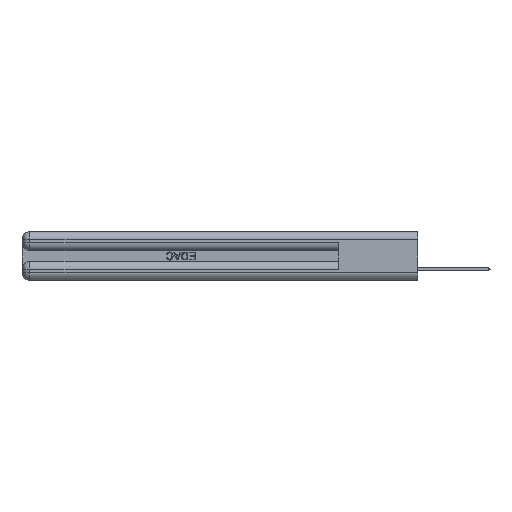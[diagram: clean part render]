
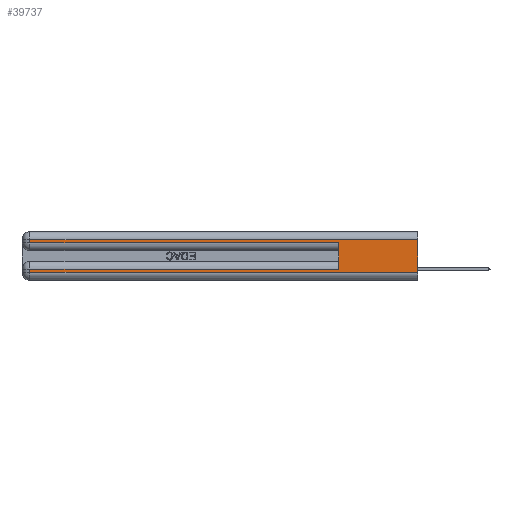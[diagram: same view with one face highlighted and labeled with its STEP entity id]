
A CAD part, left-side view. The second image highlights one B-rep face of the part: STEP entity #39737.
In plain terms, the highlighted planar face has unit normal (-1, 0, 0).
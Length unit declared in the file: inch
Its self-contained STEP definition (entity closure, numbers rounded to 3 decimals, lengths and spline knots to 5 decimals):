
#964 = LINE ( 'NONE', #27195, #25608 ) ;
#1387 = CARTESIAN_POINT ( 'NONE',  ( 0., 0., 0.31 ) ) ;
#2092 = DIRECTION ( 'NONE',  ( 0., 0., -1. ) ) ;
#3806 = ORIENTED_EDGE ( 'NONE', *, *, #26835, .T. ) ;
#6871 = EDGE_CURVE ( 'NONE', #34898, #22126, #10024, .T. ) ;
#8757 = LINE ( 'NONE', #25491, #11440 ) ;
#10024 = LINE ( 'NONE', #27763, #42942 ) ;
#10749 = CARTESIAN_POINT ( 'NONE',  ( 0., 2.94, 0.285 ) ) ;
#11440 = VECTOR ( 'NONE', #11750, 39.37008 ) ;
#11481 = DIRECTION ( 'NONE',  ( 0., 0., -1. ) ) ;
#11750 = DIRECTION ( 'NONE',  ( 0., -1., 0. ) ) ;
#13141 = VERTEX_POINT ( 'NONE', #13366 ) ;
#13366 = CARTESIAN_POINT ( 'NONE',  ( 0., 0., 0.06 ) ) ;
#14293 = VERTEX_POINT ( 'NONE', #10749 ) ;
#14852 = VECTOR ( 'NONE', #44507, 39.37008 ) ;
#15264 = PLANE ( 'NONE',  #29684 ) ;
#15939 = DIRECTION ( 'NONE',  ( 0., 1., 0. ) ) ;
#17041 = CARTESIAN_POINT ( 'NONE',  ( 0., 0., 0.31 ) ) ;
#18784 = DIRECTION ( 'NONE',  ( 0., -1., 0. ) ) ;
#19057 = VERTEX_POINT ( 'NONE', #26012 ) ;
#20207 = DIRECTION ( 'NONE',  ( 0., 0., -1. ) ) ;
#20300 = ORIENTED_EDGE ( 'NONE', *, *, #23504, .F. ) ;
#20388 = EDGE_CURVE ( 'NONE', #20449, #19057, #32413, .T. ) ;
#20449 = VERTEX_POINT ( 'NONE', #17041 ) ;
#21174 = LINE ( 'NONE', #40454, #38223 ) ;
#21199 = EDGE_CURVE ( 'NONE', #19057, #14293, #43464, .T. ) ;
#22126 = VERTEX_POINT ( 'NONE', #35652 ) ;
#22329 = ORIENTED_EDGE ( 'NONE', *, *, #45337, .F. ) ;
#22884 = EDGE_CURVE ( 'NONE', #14293, #40114, #8757, .T. ) ;
#23504 = EDGE_CURVE ( 'NONE', #34898, #40114, #964, .T. ) ;
#24014 = CARTESIAN_POINT ( 'NONE',  ( 0., 2.94, 0.37 ) ) ;
#25491 = CARTESIAN_POINT ( 'NONE',  ( 0., 0., 0.285 ) ) ;
#25608 = VECTOR ( 'NONE', #38575, 39.37008 ) ;
#26012 = CARTESIAN_POINT ( 'NONE',  ( 0., 2.94, 0.31 ) ) ;
#26128 = VECTOR ( 'NONE', #15939, 39.37008 ) ;
#26707 = CARTESIAN_POINT ( 'NONE',  ( 0., 2.94, 0.06 ) ) ;
#26835 = EDGE_CURVE ( 'NONE', #31381, #13141, #40380, .T. ) ;
#27195 = CARTESIAN_POINT ( 'NONE',  ( 0., 0.6, 0.145 ) ) ;
#27763 = CARTESIAN_POINT ( 'NONE',  ( 0., 0., 0.085 ) ) ;
#29684 = AXIS2_PLACEMENT_3D ( 'NONE', #39888, #39739, #11481 ) ;
#31381 = VERTEX_POINT ( 'NONE', #26707 ) ;
#31673 = ORIENTED_EDGE ( 'NONE', *, *, #21199, .T. ) ;
#31882 = ORIENTED_EDGE ( 'NONE', *, *, #20388, .T. ) ;
#32413 = LINE ( 'NONE', #1387, #26128 ) ;
#34711 = EDGE_LOOP ( 'NONE', ( #22329, #31882, #31673, #38484, #20300, #41151, #41909, #3806 ) ) ;
#34898 = VERTEX_POINT ( 'NONE', #43438 ) ;
#35269 = CARTESIAN_POINT ( 'NONE',  ( 0., 0.6, 0.285 ) ) ;
#35618 = DIRECTION ( 'NONE',  ( 0., 1., 0. ) ) ;
#35652 = CARTESIAN_POINT ( 'NONE',  ( 0., 2.94, 0.085 ) ) ;
#37466 = CARTESIAN_POINT ( 'NONE',  ( 0., 0., 0.37 ) ) ;
#38041 = VECTOR ( 'NONE', #20207, 39.37008 ) ;
#38173 = VECTOR ( 'NONE', #18784, 39.37008 ) ;
#38223 = VECTOR ( 'NONE', #2092, 39.37008 ) ;
#38484 = ORIENTED_EDGE ( 'NONE', *, *, #22884, .T. ) ;
#38575 = DIRECTION ( 'NONE',  ( 0., 0., 1. ) ) ;
#39019 = FACE_OUTER_BOUND ( 'NONE', #34711, .T. ) ;
#39670 = CARTESIAN_POINT ( 'NONE',  ( 0., 0., 0.06 ) ) ;
#39737 = ADVANCED_FACE ( 'NONE', ( #39019 ), #15264, .F. ) ;
#39739 = DIRECTION ( 'NONE',  ( 1., 0., 0. ) ) ;
#39888 = CARTESIAN_POINT ( 'NONE',  ( 0., 0., 0.37 ) ) ;
#40114 = VERTEX_POINT ( 'NONE', #35269 ) ;
#40380 = LINE ( 'NONE', #39670, #38173 ) ;
#40454 = CARTESIAN_POINT ( 'NONE',  ( 0., 2.94, 0.37 ) ) ;
#41151 = ORIENTED_EDGE ( 'NONE', *, *, #6871, .T. ) ;
#41909 = ORIENTED_EDGE ( 'NONE', *, *, #42605, .T. ) ;
#42605 = EDGE_CURVE ( 'NONE', #22126, #31381, #21174, .T. ) ;
#42942 = VECTOR ( 'NONE', #35618, 39.37008 ) ;
#43438 = CARTESIAN_POINT ( 'NONE',  ( 0., 0.6, 0.085 ) ) ;
#43464 = LINE ( 'NONE', #24014, #38041 ) ;
#43489 = LINE ( 'NONE', #37466, #14852 ) ;
#44507 = DIRECTION ( 'NONE',  ( 0., 0., -1. ) ) ;
#45337 = EDGE_CURVE ( 'NONE', #20449, #13141, #43489, .T. ) ;
